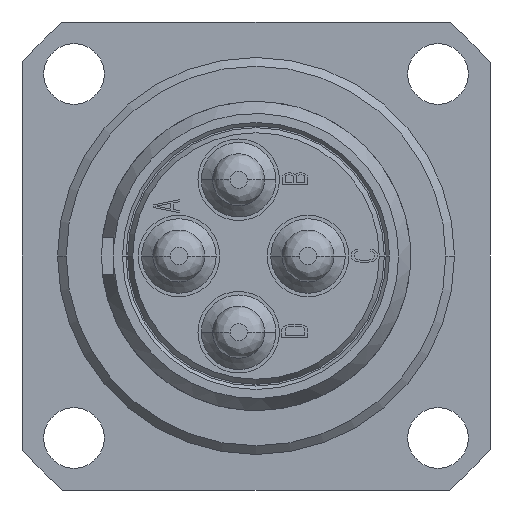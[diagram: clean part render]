
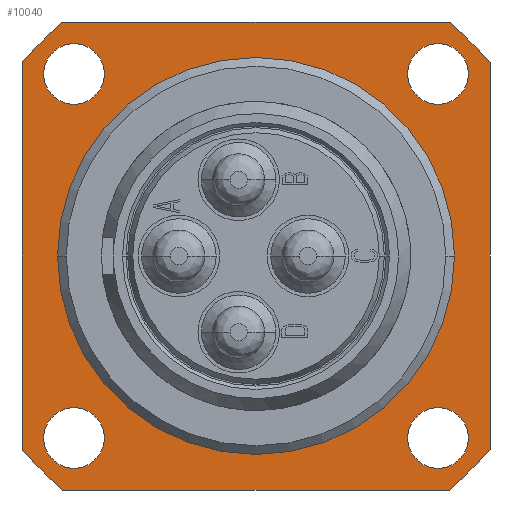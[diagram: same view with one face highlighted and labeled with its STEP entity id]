
A CAD part, left-side view. The second image highlights one B-rep face of the part: STEP entity #10040.
In plain terms, the highlighted planar face has unit normal (-1, 0, 0).
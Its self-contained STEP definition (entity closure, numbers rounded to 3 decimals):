
#300=CARTESIAN_POINT('',(0.7,0.,0.));
#301=DIRECTION('',(1.,0.,0.));
#302=DIRECTION('',(0.,1.,0.));
#303=AXIS2_PLACEMENT_3D('',#300,#301,#302);
#313=CARTESIAN_POINT('',(0.7,0.,0.));
#314=DIRECTION('',(1.,0.,0.));
#315=DIRECTION('',(0.,-1.,0.));
#316=AXIS2_PLACEMENT_3D('',#313,#314,#315);
#318=DIRECTION('',(0.,1.,0.));
#319=VECTOR('',#318,22.271);
#320=CARTESIAN_POINT('',(0.7,-11.136,13.5));
#321=LINE('1140',#320,#319);
#322=CARTESIAN_POINT('',(0.7,0.,0.));
#323=DIRECTION('',(1.,0.,0.));
#324=DIRECTION('',(0.,-0.636,0.771));
#325=AXIS2_PLACEMENT_3D('',#322,#323,#324);
#327=DIRECTION('',(0.,0.,1.));
#328=VECTOR('',#327,22.271);
#329=CARTESIAN_POINT('',(0.7,-13.5,-11.136));
#330=LINE('1141',#329,#328);
#331=CARTESIAN_POINT('',(0.7,0.,0.));
#332=DIRECTION('',(1.,0.,0.));
#333=DIRECTION('',(0.,-0.771,-0.636));
#334=AXIS2_PLACEMENT_3D('',#331,#332,#333);
#336=DIRECTION('',(0.,-1.,0.));
#337=VECTOR('',#336,22.271);
#338=CARTESIAN_POINT('',(0.7,11.136,-13.5));
#339=LINE('1142',#338,#337);
#340=CARTESIAN_POINT('',(0.7,0.,0.));
#341=DIRECTION('',(1.,0.,0.));
#342=DIRECTION('',(0.,0.636,-0.771));
#343=AXIS2_PLACEMENT_3D('',#340,#341,#342);
#345=DIRECTION('',(0.,0.,-1.));
#346=VECTOR('',#345,22.271);
#347=CARTESIAN_POINT('',(0.7,13.5,11.136));
#348=LINE('1143',#347,#346);
#349=CARTESIAN_POINT('',(0.7,0.,0.));
#350=DIRECTION('',(1.,0.,0.));
#351=DIRECTION('',(0.,0.771,0.636));
#352=AXIS2_PLACEMENT_3D('',#349,#350,#351);
#354=CARTESIAN_POINT('',(0.7,10.5,-10.5));
#355=DIRECTION('',(-1.,0.,0.));
#356=DIRECTION('',(0.,0.,-1.));
#357=AXIS2_PLACEMENT_3D('',#354,#355,#356);
#359=CARTESIAN_POINT('',(0.7,10.5,-10.5));
#360=DIRECTION('',(-1.,0.,0.));
#361=DIRECTION('',(0.,0.,1.));
#362=AXIS2_PLACEMENT_3D('',#359,#360,#361);
#364=CARTESIAN_POINT('',(0.7,10.5,10.5));
#365=DIRECTION('',(-1.,0.,0.));
#366=DIRECTION('',(0.,0.,-1.));
#367=AXIS2_PLACEMENT_3D('',#364,#365,#366);
#369=CARTESIAN_POINT('',(0.7,10.5,10.5));
#370=DIRECTION('',(-1.,0.,0.));
#371=DIRECTION('',(0.,0.,1.));
#372=AXIS2_PLACEMENT_3D('',#369,#370,#371);
#374=CARTESIAN_POINT('',(0.7,-10.5,-10.5));
#375=DIRECTION('',(-1.,0.,0.));
#376=DIRECTION('',(0.,0.,-1.));
#377=AXIS2_PLACEMENT_3D('',#374,#375,#376);
#379=CARTESIAN_POINT('',(0.7,-10.5,-10.5));
#380=DIRECTION('',(-1.,0.,0.));
#381=DIRECTION('',(0.,0.,1.));
#382=AXIS2_PLACEMENT_3D('',#379,#380,#381);
#384=CARTESIAN_POINT('',(0.7,-10.5,10.5));
#385=DIRECTION('',(-1.,0.,0.));
#386=DIRECTION('',(0.,0.,-1.));
#387=AXIS2_PLACEMENT_3D('',#384,#385,#386);
#389=CARTESIAN_POINT('',(0.7,-10.5,10.5));
#390=DIRECTION('',(-1.,0.,0.));
#391=DIRECTION('',(0.,0.,1.));
#392=AXIS2_PLACEMENT_3D('',#389,#390,#391);
#7829=CARTESIAN_POINT('',(0.7,11.45,0.));
#7830=VERTEX_POINT('',#7829);
#7831=CARTESIAN_POINT('',(0.7,-11.45,0.));
#7832=VERTEX_POINT('',#7831);
#7849=CARTESIAN_POINT('',(0.7,10.5,-12.25));
#7850=CARTESIAN_POINT('',(0.7,10.5,-8.75));
#7851=VERTEX_POINT('',#7849);
#7852=VERTEX_POINT('',#7850);
#7853=CARTESIAN_POINT('',(0.7,10.5,8.75));
#7854=CARTESIAN_POINT('',(0.7,10.5,12.25));
#7855=VERTEX_POINT('',#7853);
#7856=VERTEX_POINT('',#7854);
#7857=CARTESIAN_POINT('',(0.7,-10.5,-12.25));
#7858=CARTESIAN_POINT('',(0.7,-10.5,-8.75));
#7859=VERTEX_POINT('',#7857);
#7860=VERTEX_POINT('',#7858);
#7861=CARTESIAN_POINT('',(0.7,-10.5,8.75));
#7862=CARTESIAN_POINT('',(0.7,-10.5,12.25));
#7863=VERTEX_POINT('',#7861);
#7864=VERTEX_POINT('',#7862);
#7952=CARTESIAN_POINT('',(0.7,-11.136,13.5));
#7953=CARTESIAN_POINT('',(0.7,11.136,13.5));
#7954=VERTEX_POINT('',#7952);
#7955=VERTEX_POINT('',#7953);
#7956=CARTESIAN_POINT('',(0.7,-13.5,-11.136));
#7957=CARTESIAN_POINT('',(0.7,-13.5,11.136));
#7958=VERTEX_POINT('',#7956);
#7959=VERTEX_POINT('',#7957);
#7960=CARTESIAN_POINT('',(0.7,11.136,-13.5));
#7961=CARTESIAN_POINT('',(0.7,-11.136,-13.5));
#7962=VERTEX_POINT('',#7960);
#7963=VERTEX_POINT('',#7961);
#7964=CARTESIAN_POINT('',(0.7,13.5,11.136));
#7965=CARTESIAN_POINT('',(0.7,13.5,-11.136));
#7966=VERTEX_POINT('',#7964);
#7967=VERTEX_POINT('',#7965);
#9989=CARTESIAN_POINT('',(0.7,0.,0.));
#9990=DIRECTION('',(1.,0.,0.));
#9991=DIRECTION('',(0.,0.,-1.));
#9992=AXIS2_PLACEMENT_3D('',#9989,#9990,#9991);
#9993=PLANE('287',#9992);
#9995=ORIENTED_EDGE('1140',*,*,#9994,.F.);
#9997=ORIENTED_EDGE('1197',*,*,#9996,.T.);
#9999=ORIENTED_EDGE('1141',*,*,#9998,.F.);
#10001=ORIENTED_EDGE('1196',*,*,#10000,.T.);
#10003=ORIENTED_EDGE('1142',*,*,#10002,.F.);
#10005=ORIENTED_EDGE('1195',*,*,#10004,.T.);
#10007=ORIENTED_EDGE('1143',*,*,#10006,.F.);
#10009=ORIENTED_EDGE('1184',*,*,#10008,.T.);
#10010=EDGE_LOOP('287',(#9995,#9997,#9999,#10001,#10003,#10005,#10007,#10009));
#10011=FACE_OUTER_BOUND('287',#10010,.F.);
#10013=ORIENTED_EDGE('1063',*,*,#10012,.T.);
#10015=ORIENTED_EDGE('1064',*,*,#10014,.T.);
#10016=EDGE_LOOP('287',(#10013,#10015));
#10017=FACE_BOUND('287',#10016,.F.);
#10019=ORIENTED_EDGE('1065',*,*,#10018,.T.);
#10021=ORIENTED_EDGE('1066',*,*,#10020,.T.);
#10022=EDGE_LOOP('287',(#10019,#10021));
#10023=FACE_BOUND('287',#10022,.F.);
#10025=ORIENTED_EDGE('1067',*,*,#10024,.T.);
#10027=ORIENTED_EDGE('1068',*,*,#10026,.T.);
#10028=EDGE_LOOP('287',(#10025,#10027));
#10029=FACE_BOUND('287',#10028,.F.);
#10031=ORIENTED_EDGE('1069',*,*,#10030,.T.);
#10033=ORIENTED_EDGE('1070',*,*,#10032,.T.);
#10034=EDGE_LOOP('287',(#10031,#10033));
#10035=FACE_BOUND('287',#10034,.F.);
#10036=ORIENTED_EDGE('1053',*,*,#9954,.F.);
#10037=ORIENTED_EDGE('1054',*,*,#9977,.F.);
#10038=EDGE_LOOP('287',(#10036,#10037));
#10039=FACE_BOUND('287',#10038,.F.);
#304=CIRCLE('1053',#303,11.45);
#317=CIRCLE('1054',#316,11.45);
#326=CIRCLE('1197',#325,17.5);
#335=CIRCLE('1196',#334,17.5);
#344=CIRCLE('1195',#343,17.5);
#353=CIRCLE('1184',#352,17.5);
#358=CIRCLE('1063',#357,1.75);
#363=CIRCLE('1064',#362,1.75);
#368=CIRCLE('1065',#367,1.75);
#373=CIRCLE('1066',#372,1.75);
#378=CIRCLE('1067',#377,1.75);
#383=CIRCLE('1068',#382,1.75);
#388=CIRCLE('1069',#387,1.75);
#393=CIRCLE('1070',#392,1.75);
#9954=EDGE_CURVE('1053',#7830,#7832,#304,.T.);
#9977=EDGE_CURVE('1054',#7832,#7830,#317,.T.);
#9994=EDGE_CURVE('1140',#7954,#7955,#321,.T.);
#9996=EDGE_CURVE('1197',#7954,#7959,#326,.T.);
#9998=EDGE_CURVE('1141',#7958,#7959,#330,.T.);
#10000=EDGE_CURVE('1196',#7958,#7963,#335,.T.);
#10002=EDGE_CURVE('1142',#7962,#7963,#339,.T.);
#10004=EDGE_CURVE('1195',#7962,#7967,#344,.T.);
#10006=EDGE_CURVE('1143',#7966,#7967,#348,.T.);
#10008=EDGE_CURVE('1184',#7966,#7955,#353,.T.);
#10012=EDGE_CURVE('1063',#7851,#7852,#358,.T.);
#10014=EDGE_CURVE('1064',#7852,#7851,#363,.T.);
#10018=EDGE_CURVE('1065',#7855,#7856,#368,.T.);
#10020=EDGE_CURVE('1066',#7856,#7855,#373,.T.);
#10024=EDGE_CURVE('1067',#7859,#7860,#378,.T.);
#10026=EDGE_CURVE('1068',#7860,#7859,#383,.T.);
#10030=EDGE_CURVE('1069',#7863,#7864,#388,.T.);
#10032=EDGE_CURVE('1070',#7864,#7863,#393,.T.);
#10040=ADVANCED_FACE('287',(#10011,#10017,#10023,#10029,#10035,#10039),#9993,
.F.);
